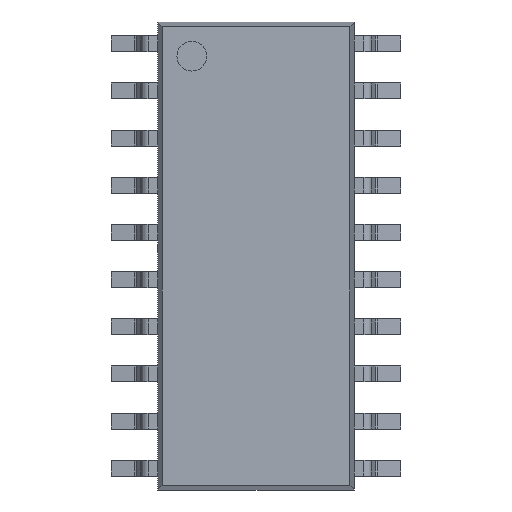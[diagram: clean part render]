
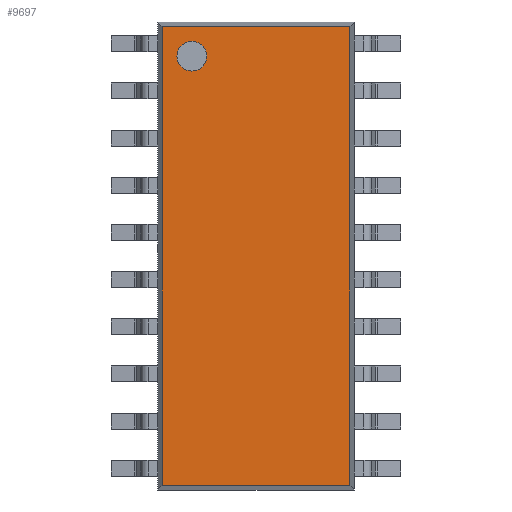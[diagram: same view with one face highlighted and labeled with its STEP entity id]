
A CAD part, top view. The second image highlights one B-rep face of the part: STEP entity #9697.
In plain terms, the highlighted planar face has unit normal (0, 0, 1).
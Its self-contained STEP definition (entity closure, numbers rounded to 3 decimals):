
#9379=CARTESIAN_POINT('',(-2.127,5.377,2.));
#9380=VERTEX_POINT('',#9379);
#9389=CARTESIAN_POINT('',(-1.327,5.377,2.));
#9390=VERTEX_POINT('',#9389);
#9391=CARTESIAN_POINT('',(-1.727,5.377,2.));
#9392=DIRECTION('',(0.0,0.0,-1.0));
#9393=DIRECTION('',(-1.0,0.0,0.0));
#9394=AXIS2_PLACEMENT_3D('',#9391,#9392,#9393);
#9395=CIRCLE('',#9394,0.4);
#9396=EDGE_CURVE('',#9390,#9380,#9395,.T.);
#9566=CARTESIAN_POINT('',(-1.727,5.377,2.));
#9567=DIRECTION('',(0.0,0.0,-1.0));
#9568=DIRECTION('',(-1.0,0.0,0.0));
#9569=AXIS2_PLACEMENT_3D('',#9566,#9567,#9568);
#9570=CIRCLE('',#9569,0.4);
#9571=EDGE_CURVE('',#9380,#9390,#9570,.T.);
#9592=CARTESIAN_POINT('',(2.527,6.177,2.));
#9593=VERTEX_POINT('',#9592);
#9600=CARTESIAN_POINT('',(2.527,-6.177,2.));
#9601=VERTEX_POINT('',#9600);
#9602=CARTESIAN_POINT('',(2.527,6.177,2.));
#9603=DIRECTION('',(0.0,-1.0,0.0));
#9604=VECTOR('',#9603,12.354);
#9605=LINE('',#9602,#9604);
#9606=EDGE_CURVE('',#9593,#9601,#9605,.T.);
#9623=CARTESIAN_POINT('',(-2.527,6.177,2.));
#9624=VERTEX_POINT('',#9623);
#9631=CARTESIAN_POINT('',(-2.527,6.177,2.));
#9632=DIRECTION('',(1.0,0.0,0.0));
#9633=VECTOR('',#9632,5.054);
#9634=LINE('',#9631,#9633);
#9635=EDGE_CURVE('',#9624,#9593,#9634,.T.);
#9647=CARTESIAN_POINT('',(-2.527,-6.177,2.));
#9648=VERTEX_POINT('',#9647);
#9655=CARTESIAN_POINT('',(-2.527,-6.177,2.));
#9656=DIRECTION('',(0.0,1.0,0.0));
#9657=VECTOR('',#9656,12.354);
#9658=LINE('',#9655,#9657);
#9659=EDGE_CURVE('',#9648,#9624,#9658,.T.);
#9672=CARTESIAN_POINT('',(2.527,-6.177,2.));
#9673=DIRECTION('',(-1.0,0.0,0.0));
#9674=VECTOR('',#9673,5.054);
#9675=LINE('',#9672,#9674);
#9676=EDGE_CURVE('',#9601,#9648,#9675,.T.);
#9682=CARTESIAN_POINT('',(0.,0.0,2.));
#9683=DIRECTION('',(0.0,0.0,1.0));
#9684=DIRECTION('',(1.0,0.0,0.0));
#9685=AXIS2_PLACEMENT_3D('',#9682,#9683,#9684);
#9686=PLANE('',#9685);
#9687=ORIENTED_EDGE('',*,*,#9606,.F.);
#9688=ORIENTED_EDGE('',*,*,#9635,.F.);
#9689=ORIENTED_EDGE('',*,*,#9659,.F.);
#9690=ORIENTED_EDGE('',*,*,#9676,.F.);
#9691=EDGE_LOOP('',(#9687,#9688,#9689,#9690));
#9692=FACE_OUTER_BOUND('',#9691,.T.);
#9693=ORIENTED_EDGE('',*,*,#9571,.T.);
#9694=ORIENTED_EDGE('',*,*,#9396,.T.);
#9695=EDGE_LOOP('',(#9693,#9694));
#9696=FACE_BOUND('',#9695,.T.);
#9697=ADVANCED_FACE('',(#9692,#9696),#9686,.T.);
